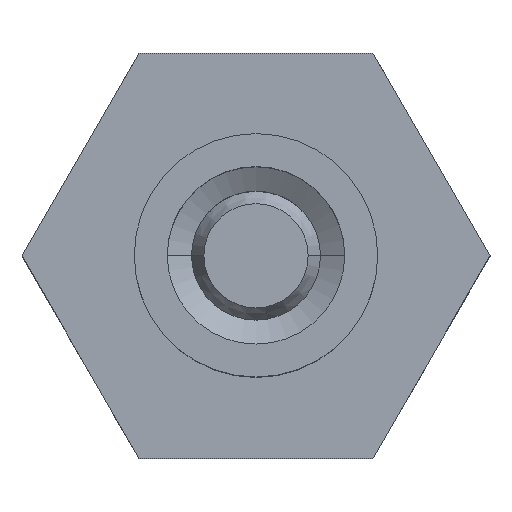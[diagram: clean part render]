
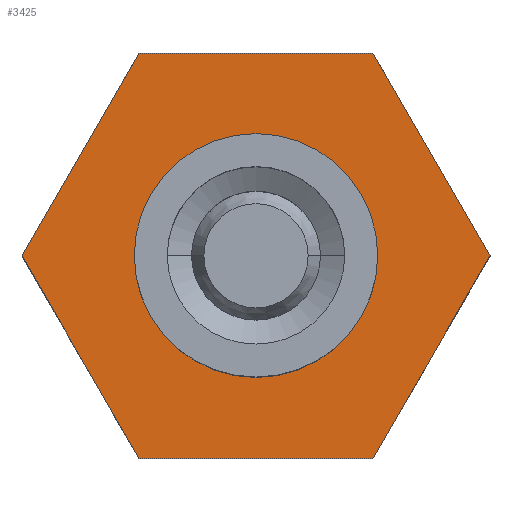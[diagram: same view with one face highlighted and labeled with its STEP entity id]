
A CAD part, top view. The second image highlights one B-rep face of the part: STEP entity #3425.
In plain terms, the highlighted planar face has unit normal (0, 0, 1).
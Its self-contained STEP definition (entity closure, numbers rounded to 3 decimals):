
#1377=DIRECTION('',(1.,0.,0.));
#1378=VECTOR('',#1377,2.891);
#1379=CARTESIAN_POINT('',(-1.445,-2.504,3.504));
#1380=LINE('',#1379,#1378);
#1381=DIRECTION('',(0.5,-0.866,0.));
#1382=VECTOR('',#1381,2.891);
#1383=CARTESIAN_POINT('',(-2.891,0.,3.504));
#1384=LINE('',#1383,#1382);
#1385=DIRECTION('',(-0.5,-0.866,0.));
#1386=VECTOR('',#1385,2.891);
#1387=CARTESIAN_POINT('',(-1.445,2.504,3.504));
#1388=LINE('',#1387,#1386);
#1389=DIRECTION('',(-1.,0.,0.));
#1390=VECTOR('',#1389,2.891);
#1391=CARTESIAN_POINT('',(1.445,2.504,3.504));
#1392=LINE('',#1391,#1390);
#1393=DIRECTION('',(-0.5,0.866,0.));
#1394=VECTOR('',#1393,2.891);
#1395=CARTESIAN_POINT('',(2.891,0.,3.504));
#1396=LINE('',#1395,#1394);
#1397=DIRECTION('',(0.5,0.866,0.));
#1398=VECTOR('',#1397,2.891);
#1399=CARTESIAN_POINT('',(1.445,-2.504,3.504));
#1400=LINE('',#1399,#1398);
#1401=CARTESIAN_POINT('',(0.,0.,3.504));
#1402=DIRECTION('',(0.,0.,1.));
#1403=DIRECTION('',(0.,1.,0.));
#1404=AXIS2_PLACEMENT_3D('',#1401,#1402,#1403);
#1406=CARTESIAN_POINT('',(0.,0.,3.504));
#1407=DIRECTION('',(0.,0.,1.));
#1408=DIRECTION('',(0.,-1.,0.));
#1409=AXIS2_PLACEMENT_3D('',#1406,#1407,#1408);
#1548=CARTESIAN_POINT('',(-1.445,-2.504,3.504));
#1549=CARTESIAN_POINT('',(1.445,-2.504,3.504));
#1550=VERTEX_POINT('',#1548);
#1551=VERTEX_POINT('',#1549);
#1552=CARTESIAN_POINT('',(2.891,0.,3.504));
#1553=VERTEX_POINT('',#1552);
#1554=CARTESIAN_POINT('',(1.445,2.504,3.504));
#1555=VERTEX_POINT('',#1554);
#1556=CARTESIAN_POINT('',(-1.445,2.504,3.504));
#1557=VERTEX_POINT('',#1556);
#1558=CARTESIAN_POINT('',(-2.891,0.,3.504));
#1559=VERTEX_POINT('',#1558);
#1567=CARTESIAN_POINT('',(0.,1.504,3.504));
#1568=CARTESIAN_POINT('',(0.,-1.504,3.504));
#1569=VERTEX_POINT('',#1567);
#1570=VERTEX_POINT('',#1568);
#3406=CARTESIAN_POINT('',(0.,0.,3.504));
#3407=DIRECTION('',(0.,0.,1.));
#3408=DIRECTION('',(1.,0.,0.));
#3409=AXIS2_PLACEMENT_3D('',#3406,#3407,#3408);
#3410=PLANE('',#3409);
#3411=ORIENTED_EDGE('',*,*,#3372,.F.);
#3412=ORIENTED_EDGE('',*,*,#3386,.F.);
#3413=ORIENTED_EDGE('',*,*,#3400,.F.);
#3414=ORIENTED_EDGE('',*,*,#3329,.F.);
#3415=ORIENTED_EDGE('',*,*,#3344,.F.);
#3416=ORIENTED_EDGE('',*,*,#3358,.F.);
#3417=EDGE_LOOP('',(#3411,#3412,#3413,#3414,#3415,#3416));
#3418=FACE_OUTER_BOUND('',#3417,.F.);
#3420=ORIENTED_EDGE('',*,*,#3419,.T.);
#3422=ORIENTED_EDGE('',*,*,#3421,.T.);
#3423=EDGE_LOOP('',(#3420,#3422));
#3424=FACE_BOUND('',#3423,.F.);
#3425=ADVANCED_FACE('',(#3418,#3424),#3410,.T.);
#1405=CIRCLE('',#1404,1.504);
#1410=CIRCLE('',#1409,1.504);
#3329=EDGE_CURVE('',#1555,#1557,#1392,.T.);
#3344=EDGE_CURVE('',#1553,#1555,#1396,.T.);
#3358=EDGE_CURVE('',#1551,#1553,#1400,.T.);
#3372=EDGE_CURVE('',#1550,#1551,#1380,.T.);
#3386=EDGE_CURVE('',#1559,#1550,#1384,.T.);
#3400=EDGE_CURVE('',#1557,#1559,#1388,.T.);
#3419=EDGE_CURVE('',#1569,#1570,#1405,.T.);
#3421=EDGE_CURVE('',#1570,#1569,#1410,.T.);
